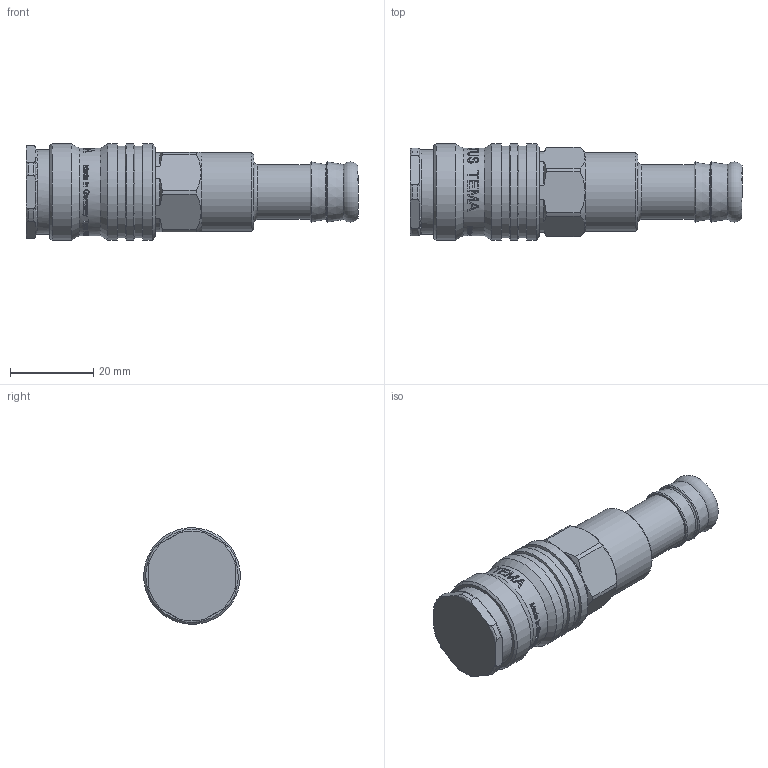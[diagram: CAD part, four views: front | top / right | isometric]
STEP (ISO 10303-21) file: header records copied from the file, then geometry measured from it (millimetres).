
FILE_DESCRIPTION((''),'2;1');
FILE_NAME('1600katf13spn.stp','2013-06-17T08:42:40',('IA176480'),(''),'Autodesk Inventor 2013','Autodesk Inventor 2013','');
FILE_SCHEMA(('AUTOMOTIVE_DESIGN { 1 0 10303 214 1 1 1 1 }'));
Length unit declared in the file: millimetre
Products named in the file (1): D106873
Bounding box: 79.59 x 23.09 x 23.09 mm (x, y, z)
Volume: 21022.8 mm3; surface area: 9620.4 mm2
Topology: 2 solids, 3 shells, 637 faces, 1685 edges, 1114 vertices
Faces by surface type: bspline 286, plane 211, cylinder 92, cone 29, torus 19
Full cylindrical faces by diameter (mm): 13.1 x1, 15.7 x1, 16.153 x1, 17 x1, 17.2 x1, 17.6 x1, 17.9 x1, 18.8 x1, 19.6 x1, 20.3 x1, 20.7 x1, 21 x1, 22 x2, 23.15 x4
Entity records: 83813 total; most frequent: CARTESIAN_POINT 69844, ORIENTED_EDGE 3254, DIRECTION 1734, EDGE_CURVE 1627, VERTEX_POINT 1105, B_SPLINE_CURVE_WITH_KNOTS 787, EDGE_LOOP 750, FACE_OUTER_BOUND 637
